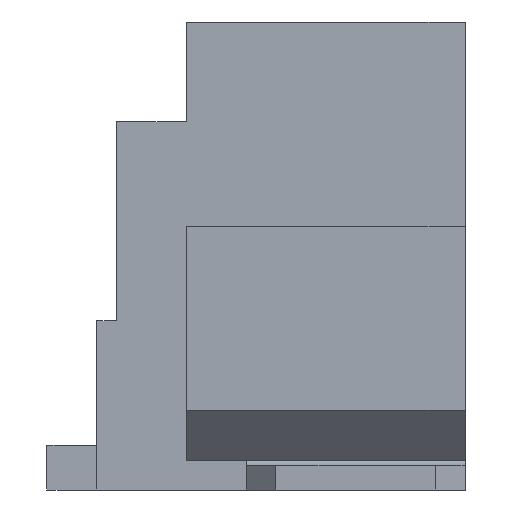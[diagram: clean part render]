
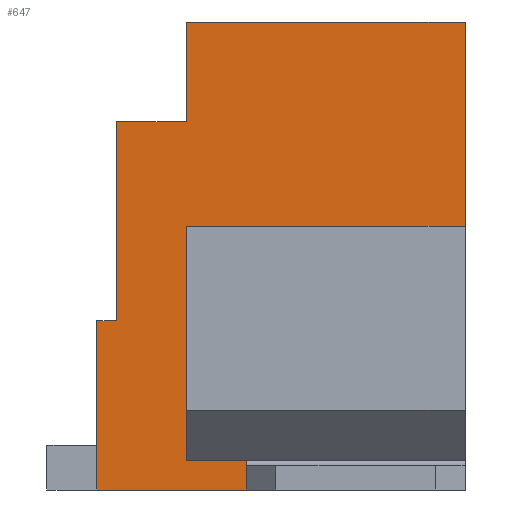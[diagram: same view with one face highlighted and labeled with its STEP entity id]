
A CAD part, left-side view. The second image highlights one B-rep face of the part: STEP entity #647.
In plain terms, the highlighted planar face has unit normal (-1, 0, 0).
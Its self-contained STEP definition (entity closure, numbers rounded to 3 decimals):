
#13=DIRECTION('',(0.,0.,1.));
#27=VECTOR('',#28,1.);
#28=DIRECTION('',(0.,-1.,0.));
#31=VERTEX_POINT('',#32);
#32=CARTESIAN_POINT('',(-9.,0.2,4.7));
#37=EDGE_CURVE('',#31,#38,#40,.T.);
#38=VERTEX_POINT('',#39);
#39=CARTESIAN_POINT('',(-9.,-2.6,4.7));
#40=LINE('',#41,#27);
#41=CARTESIAN_POINT('',(-9.,1.1,4.7));
#52=VECTOR('',#53,1.);
#53=DIRECTION('',(0.,1.,0.));
#140=CARTESIAN_POINT('',(-9.,-2.6,1.6));
#147=LINE('',#140,#148);
#148=VECTOR('',#149,1.);
#149=DIRECTION('',(0.,0.,-1.));
#152=VERTEX_POINT('',#153);
#153=CARTESIAN_POINT('',(-9.,-2.6,0.35));
#155=VECTOR('',#156,1.);
#156=DIRECTION('',(0.,0.,-1.));
#158=EDGE_CURVE('',#152,#159,#147,.T.);
#159=VERTEX_POINT('',#160);
#160=CARTESIAN_POINT('',(-9.,-2.6,0.));
#171=VECTOR('',#13,1.);
#586=EDGE_CURVE('',#587,#38,#589,.T.);
#587=VERTEX_POINT('',#588);
#588=CARTESIAN_POINT('',(-9.,-2.6,2.65));
#589=LINE('',#160,#171);
#612=CARTESIAN_POINT('',(-9.,-2.6,0.3));
#647=ADVANCED_FACE('',(#648),#708,.T.);
#648=FACE_BOUND('',#649,.T.);
#649=EDGE_LOOP('',(#650,#657,#660,#661,#666,#672,#677,#682,#685,#686,#687,#694,#699,#705));
#650=ORIENTED_EDGE('',*,*,#651,.F.);
#651=EDGE_CURVE('',#652,#654,#656,.T.);
#652=VERTEX_POINT('',#653);
#653=CARTESIAN_POINT('',(-9.,1.1,0.));
#654=VERTEX_POINT('',#655);
#655=CARTESIAN_POINT('',(-9.,1.1,1.7));
#656=LINE('',#653,#171);
#657=ORIENTED_EDGE('',*,*,#658,.T.);
#658=EDGE_CURVE('',#652,#159,#659,.T.);
#659=LINE('',#653,#27);
#660=ORIENTED_EDGE('',*,*,#158,.F.);
#661=ORIENTED_EDGE('',*,*,#662,.F.);
#662=EDGE_CURVE('',#663,#152,#665,.T.);
#663=VERTEX_POINT('',#664);
#664=CARTESIAN_POINT('',(-9.,-0.4,0.35));
#665=LINE('',#664,#27);
#666=ORIENTED_EDGE('',*,*,#667,.T.);
#667=EDGE_CURVE('',#663,#668,#670,.T.);
#668=VERTEX_POINT('',#669);
#669=CARTESIAN_POINT('',(-9.,-0.4,0.3));
#670=LINE('',#671,#148);
#671=CARTESIAN_POINT('',(-9.,-0.4,1.6));
#672=ORIENTED_EDGE('',*,*,#673,.T.);
#673=EDGE_CURVE('',#668,#674,#676,.T.);
#674=VERTEX_POINT('',#675);
#675=CARTESIAN_POINT('',(-9.,0.2,0.3));
#676=LINE('',#612,#52);
#677=ORIENTED_EDGE('',*,*,#678,.F.);
#678=EDGE_CURVE('',#679,#674,#681,.T.);
#679=VERTEX_POINT('',#680);
#680=CARTESIAN_POINT('',(-9.,0.2,2.65));
#681=LINE('',#680,#155);
#682=ORIENTED_EDGE('',*,*,#683,.F.);
#683=EDGE_CURVE('',#587,#679,#684,.T.);
#684=LINE('',#588,#52);
#685=ORIENTED_EDGE('',*,*,#586,.T.);
#686=ORIENTED_EDGE('',*,*,#37,.F.);
#687=ORIENTED_EDGE('',*,*,#688,.T.);
#688=EDGE_CURVE('',#31,#689,#691,.T.);
#689=VERTEX_POINT('',#690);
#690=CARTESIAN_POINT('',(-9.,0.2,3.7));
#691=LINE('',#32,#692);
#692=VECTOR('',#693,1.);
#693=DIRECTION('',(-0.,-0.,-1.));
#694=ORIENTED_EDGE('',*,*,#695,.F.);
#695=EDGE_CURVE('',#696,#689,#698,.T.);
#696=VERTEX_POINT('',#697);
#697=CARTESIAN_POINT('',(-9.,0.9,3.7));
#698=LINE('',#697,#27);
#699=ORIENTED_EDGE('',*,*,#700,.T.);
#700=EDGE_CURVE('',#696,#701,#703,.T.);
#701=VERTEX_POINT('',#702);
#702=CARTESIAN_POINT('',(-9.,0.9,1.7));
#703=LINE('',#704,#692);
#704=CARTESIAN_POINT('',(-9.,0.9,4.7));
#705=ORIENTED_EDGE('',*,*,#706,.F.);
#706=EDGE_CURVE('',#654,#701,#707,.T.);
#707=LINE('',#655,#27);
#708=PLANE('',#709);
#709=AXIS2_PLACEMENT_3D('',#710,#711,#712);
#710=CARTESIAN_POINT('',(-9.,-0.718,2.071));
#711=DIRECTION('',(-1.,0.,0.));
#712=DIRECTION('',(0.,-1.,0.));
